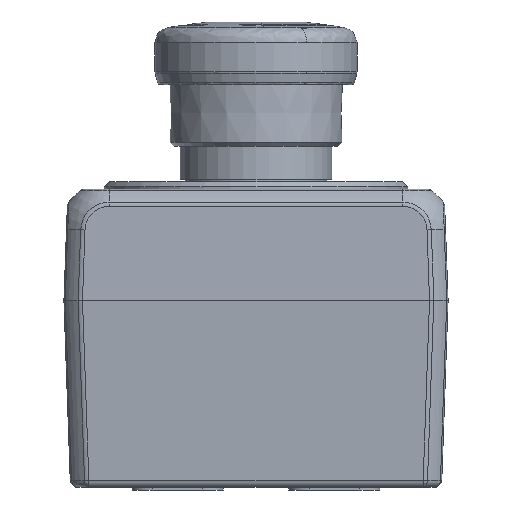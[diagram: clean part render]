
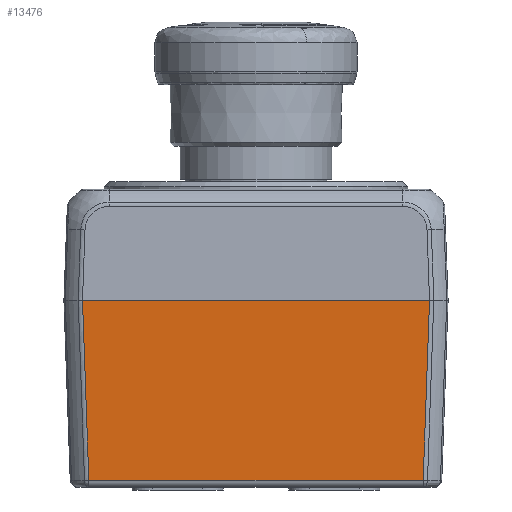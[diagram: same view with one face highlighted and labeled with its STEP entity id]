
A CAD part, left-side view. The second image highlights one B-rep face of the part: STEP entity #13476.
In plain terms, the highlighted planar face has unit normal (-0.999, 0, -0.035).
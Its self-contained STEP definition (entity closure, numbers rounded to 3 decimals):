
#1024 = PLANE ( 'NONE',  #33692 ) ;
#3176 = DIRECTION ( 'NONE',  ( 0., 1., 0. ) ) ;
#4045 = VERTEX_POINT ( 'NONE', #17464 ) ;
#10391 = CARTESIAN_POINT ( 'NONE',  ( -38., 34.322, 37.5 ) ) ;
#13476 = ADVANCED_FACE ( 'NONE', ( #43639 ), #1024, .T. ) ;
#15237 = ORIENTED_EDGE ( 'NONE', *, *, #36423, .F. ) ;
#17464 = CARTESIAN_POINT ( 'NONE',  ( -36.751, 33.073, 1.947 ) ) ;
#18254 = EDGE_CURVE ( 'NONE', #35717, #27482, #50836, .T. ) ;
#19127 = CARTESIAN_POINT ( 'NONE',  ( -38., 34.322, 37.5 ) ) ;
#20462 = EDGE_LOOP ( 'NONE', ( #39971, #46821, #15237, #33031 ) ) ;
#21123 = DIRECTION ( 'NONE',  ( -0.035, -0.035, 0.999 ) ) ;
#22797 = EDGE_CURVE ( 'NONE', #36726, #4045, #35377, .T. ) ;
#23918 = EDGE_CURVE ( 'NONE', #27482, #36726, #50815, .T. ) ;
#26272 = DIRECTION ( 'NONE',  ( -0.035, 0., 0.999 ) ) ;
#27482 = VERTEX_POINT ( 'NONE', #48983 ) ;
#27884 = CARTESIAN_POINT ( 'NONE',  ( -36.751, 33.468, 1.947 ) ) ;
#31020 = DIRECTION ( 'NONE',  ( -0.999, 0., -0.035 ) ) ;
#33031 = ORIENTED_EDGE ( 'NONE', *, *, #18254, .T. ) ;
#33692 = AXIS2_PLACEMENT_3D ( 'NONE', #53143, #31020, #26272 ) ;
#35377 = LINE ( 'NONE', #10391, #54926 ) ;
#35717 = VERTEX_POINT ( 'NONE', #48566 ) ;
#36423 = EDGE_CURVE ( 'NONE', #35717, #4045, #53368, .T. ) ;
#36726 = VERTEX_POINT ( 'NONE', #19127 ) ;
#39971 = ORIENTED_EDGE ( 'NONE', *, *, #23918, .T. ) ;
#40404 = DIRECTION ( 'NONE',  ( 0.035, -0.035, -0.999 ) ) ;
#41582 = CARTESIAN_POINT ( 'NONE',  ( -38., 33.468, 37.5 ) ) ;
#41601 = CARTESIAN_POINT ( 'NONE',  ( -36.751, -33.073, 1.947 ) ) ;
#43639 = FACE_OUTER_BOUND ( 'NONE', #20462, .T. ) ;
#45183 = VECTOR ( 'NONE', #3176, 1000. ) ;
#46821 = ORIENTED_EDGE ( 'NONE', *, *, #22797, .T. ) ;
#48507 = VECTOR ( 'NONE', #48909, 1000. ) ;
#48566 = CARTESIAN_POINT ( 'NONE',  ( -36.751, -33.073, 1.947 ) ) ;
#48909 = DIRECTION ( 'NONE',  ( 0., 1., 0. ) ) ;
#48983 = CARTESIAN_POINT ( 'NONE',  ( -38., -34.322, 37.5 ) ) ;
#50815 = LINE ( 'NONE', #41582, #45183 ) ;
#50836 = LINE ( 'NONE', #41601, #53503 ) ;
#53143 = CARTESIAN_POINT ( 'NONE',  ( -36.7, 33.468, 0.5 ) ) ;
#53368 = LINE ( 'NONE', #27884, #48507 ) ;
#53503 = VECTOR ( 'NONE', #21123, 1000. ) ;
#54926 = VECTOR ( 'NONE', #40404, 1000. ) ;
